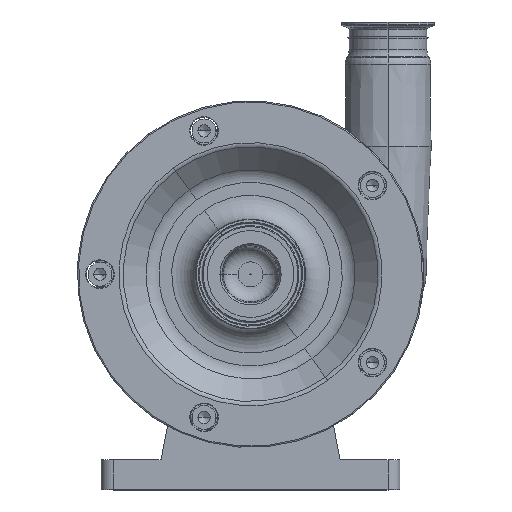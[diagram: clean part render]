
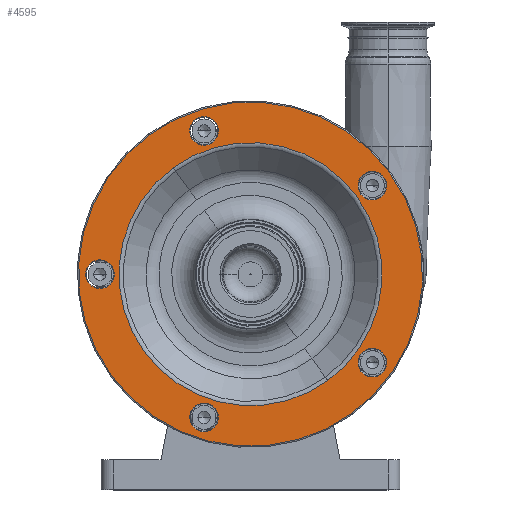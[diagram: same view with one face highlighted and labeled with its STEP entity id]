
A CAD part, top view. The second image highlights one B-rep face of the part: STEP entity #4595.
In plain terms, the highlighted planar face has unit normal (0, 0, 1).
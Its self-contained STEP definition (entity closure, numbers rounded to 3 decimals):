
#26 = AXIS2_PLACEMENT_3D ( 'NONE', #14883, #2217, #9420 ) ;
#66 = AXIS2_PLACEMENT_3D ( 'NONE', #8725, #1556, #14280 ) ;
#100 = EDGE_CURVE ( 'NONE', #5282, #15698, #8757, .T. ) ;
#145 = EDGE_LOOP ( 'NONE', ( #16916, #8876 ) ) ;
#281 = CARTESIAN_POINT ( 'NONE',  ( -118.947, 170.292, 220. ) ) ;
#300 = CARTESIAN_POINT ( 'NONE',  ( -38.936, 299.833, 220. ) ) ;
#317 = DIRECTION ( 'NONE',  ( 0., 0., 1. ) ) ;
#383 = FACE_OUTER_BOUND ( 'NONE', #7156, .T. ) ;
#471 = CARTESIAN_POINT ( 'NONE',  ( 0., 180., 220. ) ) ;
#493 = ORIENTED_EDGE ( 'NONE', *, *, #3664, .F. ) ;
#767 = DIRECTION ( 'NONE',  ( 0., 0., 1. ) ) ;
#1328 = DIRECTION ( 'NONE',  ( 0., 0., 1. ) ) ;
#1408 = DIRECTION ( 'NONE',  ( 0.588, -0.809, 0. ) ) ;
#1450 = CARTESIAN_POINT ( 'NONE',  ( -31.883, 50.459, 220. ) ) ;
#1556 = DIRECTION ( 'NONE',  ( 0., 0., -1. ) ) ;
#1661 = CIRCLE ( 'NONE', #10660, 110.071 ) ;
#1765 = VERTEX_POINT ( 'NONE', #7656 ) ;
#2028 = VERTEX_POINT ( 'NONE', #281 ) ;
#2138 = EDGE_LOOP ( 'NONE', ( #13649, #15973 ) ) ;
#2153 = DIRECTION ( 'NONE',  ( 0., 0., 1. ) ) ;
#2217 = DIRECTION ( 'NONE',  ( 0., 0., 1. ) ) ;
#2243 = EDGE_CURVE ( 'NONE', #2859, #10131, #3023, .T. ) ;
#2466 = VERTEX_POINT ( 'NONE', #9855 ) ;
#2859 = VERTEX_POINT ( 'NONE', #17041 ) ;
#2969 = EDGE_CURVE ( 'NONE', #10131, #2859, #1661, .T. ) ;
#2987 = CARTESIAN_POINT ( 'NONE',  ( 108.99, 244.353, 220. ) ) ;
#3013 = PLANE ( 'NONE',  #66 ) ;
#3023 = CIRCLE ( 'NONE', #5336, 110.071 ) ;
#3282 = DIRECTION ( 'NONE',  ( 0.588, -0.809, 0. ) ) ;
#3664 = EDGE_CURVE ( 'NONE', #15698, #5282, #3905, .T. ) ;
#3691 = CARTESIAN_POINT ( 'NONE',  ( 84.641, 63.502, 220. ) ) ;
#3905 = CIRCLE ( 'NONE', #14067, 12. ) ;
#4130 = CIRCLE ( 'NONE', #7310, 144. ) ;
#4141 = CARTESIAN_POINT ( 'NONE',  ( -38.936, 299.833, 220. ) ) ;
#4454 = CARTESIAN_POINT ( 'NONE',  ( 94.883, 263.769, 220. ) ) ;
#4558 = FACE_BOUND ( 'NONE', #145, .T. ) ;
#4595 = ADVANCED_FACE ( 'NONE', ( #9925, #15847, #14017, #4558, #5992, #383, #5723 ), #3013, .F. ) ;
#4782 = ORIENTED_EDGE ( 'NONE', *, *, #11087, .F. ) ;
#4847 = DIRECTION ( 'NONE',  ( 0., 0., 1. ) ) ;
#4864 = DIRECTION ( 'NONE',  ( 0., 0., 1. ) ) ;
#4883 = CIRCLE ( 'NONE', #12438, 12. ) ;
#4980 = ORIENTED_EDGE ( 'NONE', *, *, #15887, .T. ) ;
#5096 = CARTESIAN_POINT ( 'NONE',  ( -133.053, 189.708, 220. ) ) ;
#5159 = DIRECTION ( 'NONE',  ( 0., 0., 1. ) ) ;
#5282 = VERTEX_POINT ( 'NONE', #9007 ) ;
#5336 = AXIS2_PLACEMENT_3D ( 'NONE', #11764, #4864, #10412 ) ;
#5457 = CARTESIAN_POINT ( 'NONE',  ( 0., 180., 220. ) ) ;
#5565 = ORIENTED_EDGE ( 'NONE', *, *, #2969, .F. ) ;
#5602 = CIRCLE ( 'NONE', #15225, 12. ) ;
#5627 = CIRCLE ( 'NONE', #7959, 12. ) ;
#5723 = FACE_BOUND ( 'NONE', #7133, .T. ) ;
#5788 = AXIS2_PLACEMENT_3D ( 'NONE', #14633, #2153, #13246 ) ;
#5823 = DIRECTION ( 'NONE',  ( 0., 0., 1. ) ) ;
#5835 = CIRCLE ( 'NONE', #13099, 144. ) ;
#5866 = DIRECTION ( 'NONE',  ( 0.588, -0.809, 0. ) ) ;
#5961 = DIRECTION ( 'NONE',  ( 0., 0., 1. ) ) ;
#5992 = FACE_BOUND ( 'NONE', #13962, .T. ) ;
#6276 = DIRECTION ( 'NONE',  ( 0.588, -0.809, 0. ) ) ;
#6717 = EDGE_CURVE ( 'NONE', #13500, #9772, #5602, .T. ) ;
#6904 = DIRECTION ( 'NONE',  ( 0., 0., 1. ) ) ;
#7133 = EDGE_LOOP ( 'NONE', ( #13079, #493 ) ) ;
#7156 = EDGE_LOOP ( 'NONE', ( #17900, #4980 ) ) ;
#7310 = AXIS2_PLACEMENT_3D ( 'NONE', #5457, #6904, #14022 ) ;
#7656 = CARTESIAN_POINT ( 'NONE',  ( -84.641, 296.498, 220. ) ) ;
#7959 = AXIS2_PLACEMENT_3D ( 'NONE', #12327, #17907, #1408 ) ;
#8607 = DIRECTION ( 'NONE',  ( 0., 0., 1. ) ) ;
#8725 = CARTESIAN_POINT ( 'NONE',  ( 116.498, 264.641, 220. ) ) ;
#8757 = CIRCLE ( 'NONE', #10503, 12. ) ;
#8788 = DIRECTION ( 'NONE',  ( 0.588, -0.809, 0. ) ) ;
#8876 = ORIENTED_EDGE ( 'NONE', *, *, #11080, .F. ) ;
#9007 = CARTESIAN_POINT ( 'NONE',  ( -31.883, 290.125, 220. ) ) ;
#9218 = AXIS2_PLACEMENT_3D ( 'NONE', #12412, #1328, #14890 ) ;
#9247 = AXIS2_PLACEMENT_3D ( 'NONE', #15626, #5961, #8788 ) ;
#9420 = DIRECTION ( 'NONE',  ( 0.588, -0.809, 0. ) ) ;
#9772 = VERTEX_POINT ( 'NONE', #1450 ) ;
#9815 = VERTEX_POINT ( 'NONE', #3691 ) ;
#9855 = CARTESIAN_POINT ( 'NONE',  ( 108.99, 96.231, 220. ) ) ;
#9877 = EDGE_CURVE ( 'NONE', #2466, #10112, #11802, .T. ) ;
#9925 = FACE_BOUND ( 'NONE', #2138, .T. ) ;
#10008 = ORIENTED_EDGE ( 'NONE', *, *, #13955, .F. ) ;
#10112 = VERTEX_POINT ( 'NONE', #12862 ) ;
#10131 = VERTEX_POINT ( 'NONE', #11408 ) ;
#10220 = CARTESIAN_POINT ( 'NONE',  ( 0., 180., 220. ) ) ;
#10412 = DIRECTION ( 'NONE',  ( 0.588, -0.809, 0. ) ) ;
#10503 = AXIS2_PLACEMENT_3D ( 'NONE', #4141, #317, #12683 ) ;
#10660 = AXIS2_PLACEMENT_3D ( 'NONE', #471, #11720, #3282 ) ;
#11080 = EDGE_CURVE ( 'NONE', #13858, #12069, #14186, .T. ) ;
#11087 = EDGE_CURVE ( 'NONE', #9772, #13500, #4883, .T. ) ;
#11340 = CIRCLE ( 'NONE', #16585, 12. ) ;
#11408 = CARTESIAN_POINT ( 'NONE',  ( 64.698, 90.951, 220. ) ) ;
#11564 = CARTESIAN_POINT ( 'NONE',  ( -45.99, 309.541, 220. ) ) ;
#11579 = ORIENTED_EDGE ( 'NONE', *, *, #12361, .F. ) ;
#11720 = DIRECTION ( 'NONE',  ( 0., 0., 1. ) ) ;
#11764 = CARTESIAN_POINT ( 'NONE',  ( 0., 180., 220. ) ) ;
#11802 = CIRCLE ( 'NONE', #9218, 12. ) ;
#12069 = VERTEX_POINT ( 'NONE', #2987 ) ;
#12327 = CARTESIAN_POINT ( 'NONE',  ( 101.936, 105.939, 220. ) ) ;
#12359 = EDGE_LOOP ( 'NONE', ( #4782, #15818 ) ) ;
#12361 = EDGE_CURVE ( 'NONE', #2028, #17101, #17443, .T. ) ;
#12412 = CARTESIAN_POINT ( 'NONE',  ( 101.936, 105.939, 220. ) ) ;
#12438 = AXIS2_PLACEMENT_3D ( 'NONE', #13050, #8607, #5866 ) ;
#12683 = DIRECTION ( 'NONE',  ( 0.588, -0.809, 0. ) ) ;
#12862 = CARTESIAN_POINT ( 'NONE',  ( 94.883, 115.647, 220. ) ) ;
#13050 = CARTESIAN_POINT ( 'NONE',  ( -38.936, 60.167, 220. ) ) ;
#13079 = ORIENTED_EDGE ( 'NONE', *, *, #100, .F. ) ;
#13099 = AXIS2_PLACEMENT_3D ( 'NONE', #10220, #4847, #14582 ) ;
#13204 = EDGE_CURVE ( 'NONE', #12069, #13858, #11340, .T. ) ;
#13246 = DIRECTION ( 'NONE',  ( 0.588, -0.809, 0. ) ) ;
#13500 = VERTEX_POINT ( 'NONE', #17218 ) ;
#13531 = DIRECTION ( 'NONE',  ( 0.588, -0.809, 0. ) ) ;
#13649 = ORIENTED_EDGE ( 'NONE', *, *, #9877, .F. ) ;
#13858 = VERTEX_POINT ( 'NONE', #4454 ) ;
#13955 = EDGE_CURVE ( 'NONE', #17101, #2028, #13978, .T. ) ;
#13962 = EDGE_LOOP ( 'NONE', ( #5565, #16090 ) ) ;
#13978 = CIRCLE ( 'NONE', #26, 12. ) ;
#14017 = FACE_BOUND ( 'NONE', #17684, .T. ) ;
#14022 = DIRECTION ( 'NONE',  ( 0.588, -0.809, 0. ) ) ;
#14067 = AXIS2_PLACEMENT_3D ( 'NONE', #300, #5823, #16960 ) ;
#14186 = CIRCLE ( 'NONE', #9247, 12. ) ;
#14280 = DIRECTION ( 'NONE',  ( -0.588, 0.809, 0. ) ) ;
#14582 = DIRECTION ( 'NONE',  ( 0.588, -0.809, 0. ) ) ;
#14633 = CARTESIAN_POINT ( 'NONE',  ( -126., 180., 220. ) ) ;
#14732 = CARTESIAN_POINT ( 'NONE',  ( -38.936, 60.167, 220. ) ) ;
#14883 = CARTESIAN_POINT ( 'NONE',  ( -126., 180., 220. ) ) ;
#14890 = DIRECTION ( 'NONE',  ( 0.588, -0.809, 0. ) ) ;
#15225 = AXIS2_PLACEMENT_3D ( 'NONE', #14732, #5159, #13531 ) ;
#15615 = EDGE_CURVE ( 'NONE', #9815, #1765, #5835, .T. ) ;
#15626 = CARTESIAN_POINT ( 'NONE',  ( 101.936, 254.061, 220. ) ) ;
#15698 = VERTEX_POINT ( 'NONE', #11564 ) ;
#15818 = ORIENTED_EDGE ( 'NONE', *, *, #6717, .F. ) ;
#15847 = FACE_BOUND ( 'NONE', #12359, .T. ) ;
#15887 = EDGE_CURVE ( 'NONE', #1765, #9815, #4130, .T. ) ;
#15973 = ORIENTED_EDGE ( 'NONE', *, *, #17967, .F. ) ;
#16090 = ORIENTED_EDGE ( 'NONE', *, *, #2243, .F. ) ;
#16585 = AXIS2_PLACEMENT_3D ( 'NONE', #17508, #767, #6276 ) ;
#16916 = ORIENTED_EDGE ( 'NONE', *, *, #13204, .F. ) ;
#16960 = DIRECTION ( 'NONE',  ( 0.588, -0.809, 0. ) ) ;
#17041 = CARTESIAN_POINT ( 'NONE',  ( -64.698, 269.049, 220. ) ) ;
#17101 = VERTEX_POINT ( 'NONE', #5096 ) ;
#17218 = CARTESIAN_POINT ( 'NONE',  ( -45.99, 69.875, 220. ) ) ;
#17443 = CIRCLE ( 'NONE', #5788, 12. ) ;
#17508 = CARTESIAN_POINT ( 'NONE',  ( 101.936, 254.061, 220. ) ) ;
#17684 = EDGE_LOOP ( 'NONE', ( #11579, #10008 ) ) ;
#17900 = ORIENTED_EDGE ( 'NONE', *, *, #15615, .T. ) ;
#17907 = DIRECTION ( 'NONE',  ( 0., 0., 1. ) ) ;
#17967 = EDGE_CURVE ( 'NONE', #10112, #2466, #5627, .T. ) ;
